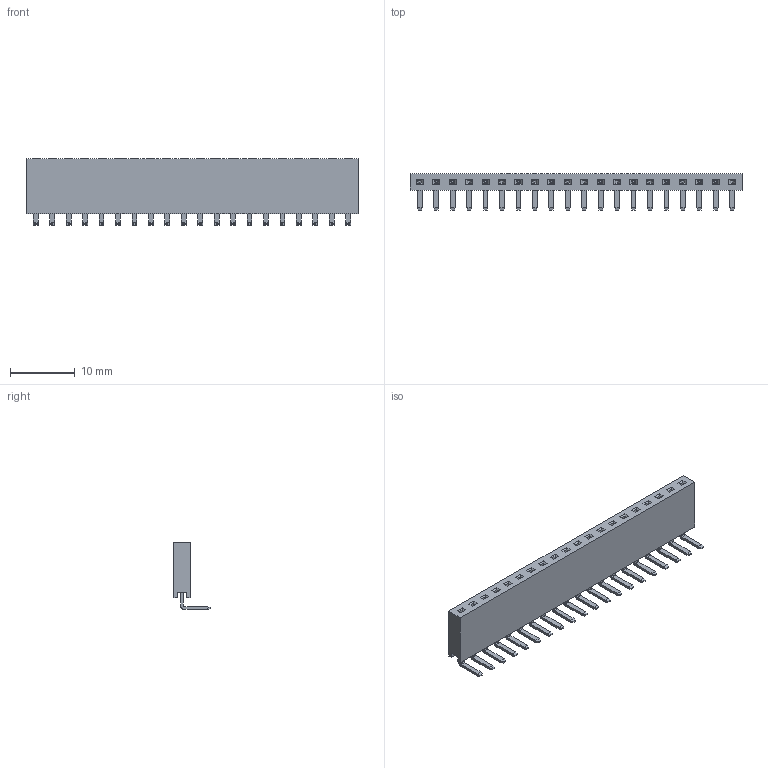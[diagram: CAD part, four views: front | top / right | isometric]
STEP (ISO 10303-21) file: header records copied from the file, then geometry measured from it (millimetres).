
FILE_DESCRIPTION( ( 'Unknown' ), '1' );
FILE_NAME( '613020143121.stp', 'Unknown', ( 'Unknown' ), ( 'Unknown' ), 'PSStep 14.0', 'Unknown', ' ' );
FILE_SCHEMA( ( 'AUTOMOTIVE_DESIGN { 1 0 10303 214 1 1 1 1 }' ) );
Length unit declared in the file: millimetre
Products named in the file (3): Assem1; 61302011821; 6130xx143121_PIN
Assembly tree (21 placements, depth 2):
  Assem1
    61302011821
    6130xx143121_PIN  x20
Bounding box: 51.3 x 5.59 x 10.3 mm (x, y, z)
Volume: 1008.1 mm3; surface area: 2720.9 mm2
Topology: 21 solids, 21 shells, 870 faces, 2324 edges, 1496 vertices
Faces by surface type: plane 750, cylinder 80, extrusion 40
Entity records: 10993 total; most frequent: CARTESIAN_POINT 1550, ORIENTED_EDGE 1494, DIRECTION 1355, EDGE_CURVE 747, VECTOR 737, LINE 735, VERTEX_POINT 470, EDGE_LOOP 321
